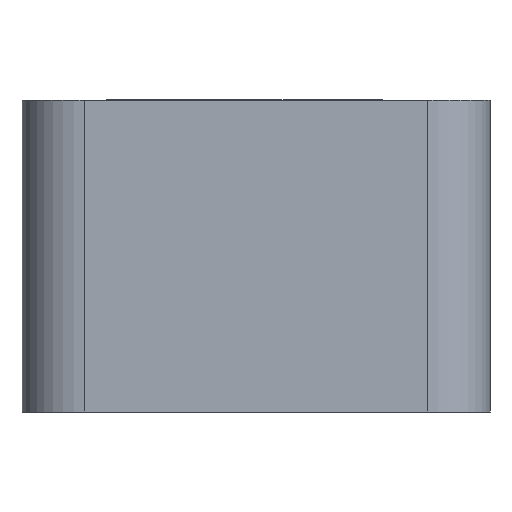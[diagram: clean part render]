
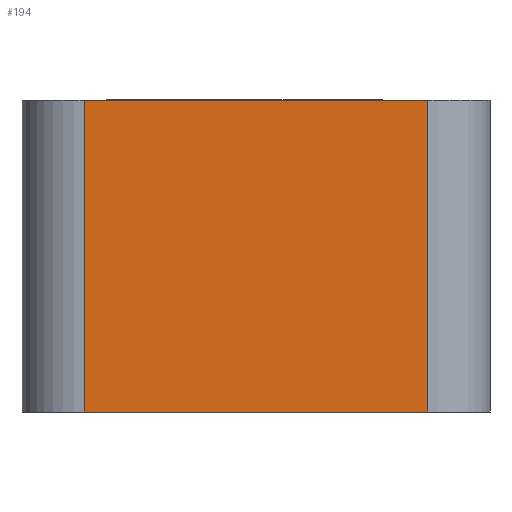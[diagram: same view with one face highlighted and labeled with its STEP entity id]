
A CAD part, left-side view. The second image highlights one B-rep face of the part: STEP entity #194.
In plain terms, the highlighted planar face has unit normal (-1, 0, 0).
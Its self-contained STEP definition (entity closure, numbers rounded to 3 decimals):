
#194=ADVANCED_FACE('',(#404),#405,.F.);
#404=FACE_OUTER_BOUND('',#652,.T.);
#405=PLANE('',#653);
#652=EDGE_LOOP('',(#952,#953,#954,#955));
#653=AXIS2_PLACEMENT_3D('',#956,#957,#958);
#952=ORIENTED_EDGE('',*,*,#1492,.T.);
#953=ORIENTED_EDGE('',*,*,#1520,.T.);
#954=ORIENTED_EDGE('',*,*,#1501,.F.);
#955=ORIENTED_EDGE('',*,*,#1522,.T.);
#956=CARTESIAN_POINT('',(-37.741,42.234,-9.82));
#957=DIRECTION('',(1.0,0.0,0.0));
#958=DIRECTION('',(0.0,0.0,-1.0));
#1492=EDGE_CURVE('',#1745,#1743,#1746,.T.);
#1501=EDGE_CURVE('',#1761,#1762,#1763,.T.);
#1520=EDGE_CURVE('',#1743,#1762,#1787,.F.);
#1522=EDGE_CURVE('',#1761,#1745,#1789,.T.);
#1743=VERTEX_POINT('',#2106);
#1745=VERTEX_POINT('',#2108);
#1746=LINE('',#2109,#2110);
#1761=VERTEX_POINT('',#2129);
#1762=VERTEX_POINT('',#2130);
#1763=LINE('',#2131,#2132);
#1787=LINE('',#2164,#2165);
#1789=LINE('',#2167,#2168);
#2106=CARTESIAN_POINT('',(-37.741,29.234,-19.82));
#2108=CARTESIAN_POINT('',(-37.741,40.234,-19.82));
#2109=CARTESIAN_POINT('',(-37.741,42.234,-19.82));
#2110=VECTOR('',#2641,1.0);
#2129=CARTESIAN_POINT('',(-37.741,40.234,-9.82));
#2130=CARTESIAN_POINT('',(-37.741,29.234,-9.82));
#2131=CARTESIAN_POINT('',(-37.741,42.234,-9.82));
#2132=VECTOR('',#2655,1.0);
#2164=CARTESIAN_POINT('',(-37.741,29.234,-9.82));
#2165=VECTOR('',#2673,1.0);
#2167=CARTESIAN_POINT('',(-37.741,40.234,-9.82));
#2168=VECTOR('',#2674,1.0);
#2641=DIRECTION('',(0.0,-1.0,0.0));
#2655=DIRECTION('',(0.0,-1.0,0.0));
#2673=DIRECTION('',(0.0,0.0,-1.0));
#2674=DIRECTION('',(0.0,0.0,-1.0));
